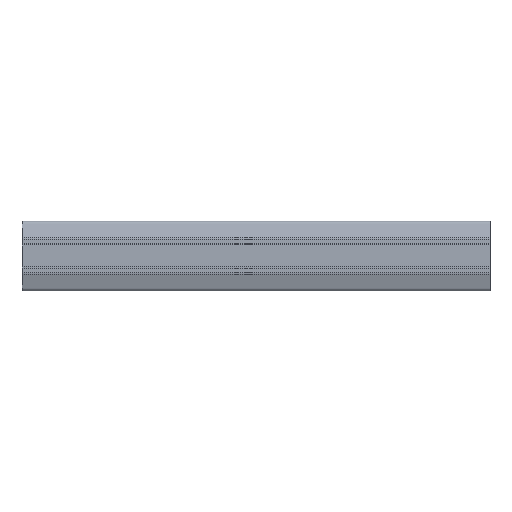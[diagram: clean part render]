
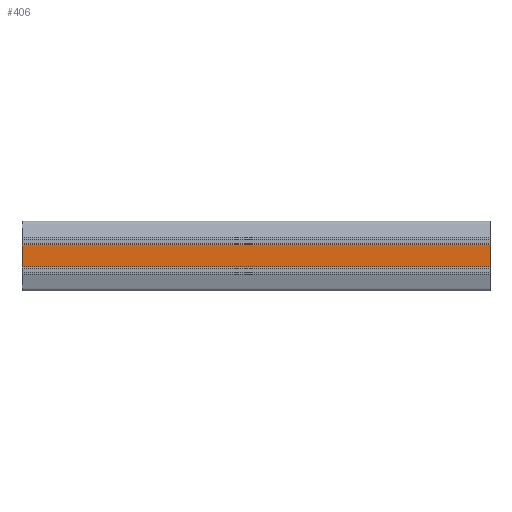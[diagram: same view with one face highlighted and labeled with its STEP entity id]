
A CAD part, top view. The second image highlights one B-rep face of the part: STEP entity #406.
In plain terms, the highlighted planar face has unit normal (0, 0, 1).
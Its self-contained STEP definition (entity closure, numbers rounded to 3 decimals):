
#260=AXIS2_PLACEMENT_3D('Plane Axis2P3D',#257,#258,#259) ;
#257=CARTESIAN_POINT('Axis2P3D Location',(0.,47.75,58.997)) ;
#359=CARTESIAN_POINT('Vertex',(1000.,50.75,58.997)) ;
#362=CARTESIAN_POINT('Line Origine',(500.,50.75,58.997)) ;
#366=CARTESIAN_POINT('Vertex',(0.,50.75,58.997)) ;
#381=CARTESIAN_POINT('Line Origine',(1000.,74.25,58.997)) ;
#385=CARTESIAN_POINT('Vertex',(1000.,97.75,58.997)) ;
#388=CARTESIAN_POINT('Line Origine',(500.,97.75,58.997)) ;
#392=CARTESIAN_POINT('Vertex',(0.,97.75,58.997)) ;
#395=CARTESIAN_POINT('Line Origine',(0.,74.25,58.997)) ;
#258=DIRECTION('Axis2P3D Direction',(0.,0.,1.)) ;
#259=DIRECTION('Axis2P3D XDirection',(0.,-1.,0.)) ;
#363=DIRECTION('Vector Direction',(1.,0.,0.)) ;
#382=DIRECTION('Vector Direction',(0.,-1.,0.)) ;
#389=DIRECTION('Vector Direction',(1.,0.,0.)) ;
#396=DIRECTION('Vector Direction',(0.,-1.,0.)) ;
#364=VECTOR('Line Direction',#363,1.) ;
#383=VECTOR('Line Direction',#382,1.) ;
#390=VECTOR('Line Direction',#389,1.) ;
#397=VECTOR('Line Direction',#396,1.) ;
#401=ORIENTED_EDGE('',*,*,#387,.T.) ;
#402=ORIENTED_EDGE('',*,*,#394,.F.) ;
#403=ORIENTED_EDGE('',*,*,#399,.F.) ;
#404=ORIENTED_EDGE('',*,*,#368,.T.) ;
#406=ADVANCED_FACE('CP_TTB_1m',(#405),#261,.T.) ;
#368=EDGE_CURVE('',#367,#360,#365,.T.) ;
#387=EDGE_CURVE('',#360,#386,#384,.F.) ;
#394=EDGE_CURVE('',#393,#386,#391,.T.) ;
#399=EDGE_CURVE('',#367,#393,#398,.F.) ;
#400=EDGE_LOOP('',(#401,#402,#403,#404)) ;
#405=FACE_OUTER_BOUND('',#400,.T.) ;
#365=LINE('Line',#362,#364) ;
#384=LINE('Line',#381,#383) ;
#391=LINE('Line',#388,#390) ;
#398=LINE('Line',#395,#397) ;
#261=PLANE('',#260) ;
#360=VERTEX_POINT('',#359) ;
#367=VERTEX_POINT('',#366) ;
#386=VERTEX_POINT('',#385) ;
#393=VERTEX_POINT('',#392) ;
